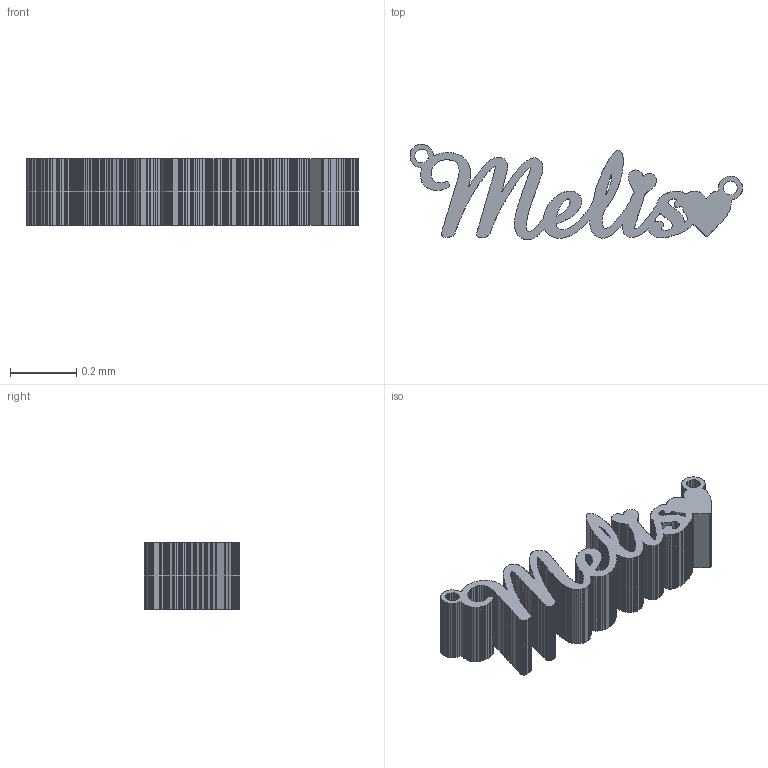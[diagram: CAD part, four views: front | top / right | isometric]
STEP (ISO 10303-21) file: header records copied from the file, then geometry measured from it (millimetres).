
FILE_DESCRIPTION(('STEP AP214'),'1');
FILE_NAME('tmp0.STP','2021-09-30T13:43:33',(' '),(' '),'Spatial InterOp 3D',' ',' ');
FILE_SCHEMA(('automotive_design'));
Length unit declared in the file: millimetre
Products named in the file (1): 1
Bounding box: 1 x 0.29 x 0.2 mm (x, y, z)
Volume: 0 mm3; surface area: 1.5 mm2
Topology: 1 solids, 1 shells, 1471 faces, 4407 edges, 2938 vertices
Faces by surface type: plane 1471
Entity records: 60318 total; most frequent: CARTESIAN_POINT 8817, ORIENTED_EDGE 8814, DIRECTION 7351, EDGE_CURVE 4407, LINE 4407, VECTOR 4407, VERTEX_POINT 2938, EDGE_LOOP 1483
